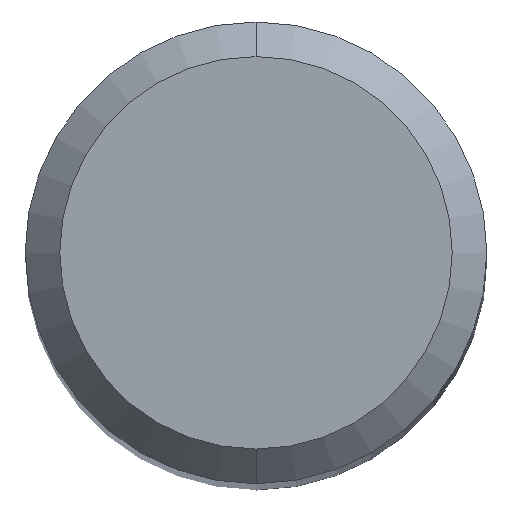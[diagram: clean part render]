
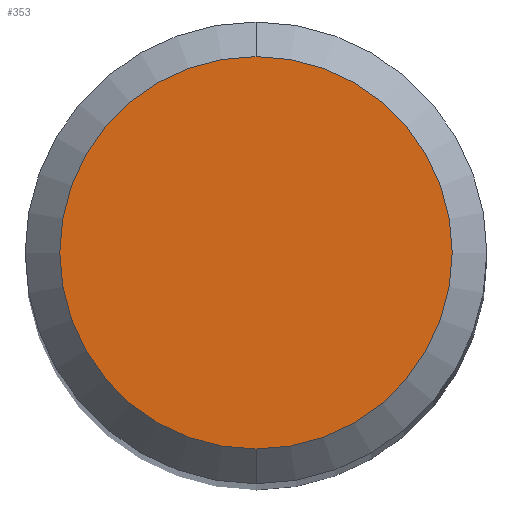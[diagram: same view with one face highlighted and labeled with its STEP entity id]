
A CAD part, top view. The second image highlights one B-rep face of the part: STEP entity #353.
In plain terms, the highlighted planar face has unit normal (0, 0, 1).
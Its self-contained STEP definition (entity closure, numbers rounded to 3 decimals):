
#353=ADVANCED_FACE('',(#732),#733,.T.);
#377=VERTEX_POINT('',#758);
#409=EDGE_CURVE('',#377,#449,#793,.T.);
#443=EDGE_CURVE('',#449,#377,#833,.T.);
#449=VERTEX_POINT('',#840);
#732=FACE_OUTER_BOUND('',#1321,.T.);
#733=PLANE('',#1322);
#758=CARTESIAN_POINT('',(0.,-1.7,0.0));
#793=CIRCLE('',#1401,1.7);
#833=CIRCLE('',#1470,1.7);
#840=CARTESIAN_POINT('',(0.0,1.7,0.0));
#1321=EDGE_LOOP('',(#1875,#1876));
#1322=AXIS2_PLACEMENT_3D('',#1877,#1878,#1879);
#1401=AXIS2_PLACEMENT_3D('',#1947,#1948,#1949);
#1470=AXIS2_PLACEMENT_3D('',#1994,#1995,#1996);
#1875=ORIENTED_EDGE('',*,*,#443,.F.);
#1876=ORIENTED_EDGE('',*,*,#409,.F.);
#1877=CARTESIAN_POINT('',(0.0,0.85,0.0));
#1878=DIRECTION('',(-0.0,0.0,1.0));
#1879=DIRECTION('',(0.0,-1.0,0.0));
#1947=CARTESIAN_POINT('',(0.0,0.0,0.0));
#1948=DIRECTION('',(0.0,0.0,-1.0));
#1949=DIRECTION('',(0.0,1.0,0.0));
#1994=CARTESIAN_POINT('',(0.0,0.0,0.0));
#1995=DIRECTION('',(0.0,0.0,-1.0));
#1996=DIRECTION('',(0.0,1.0,0.0));
